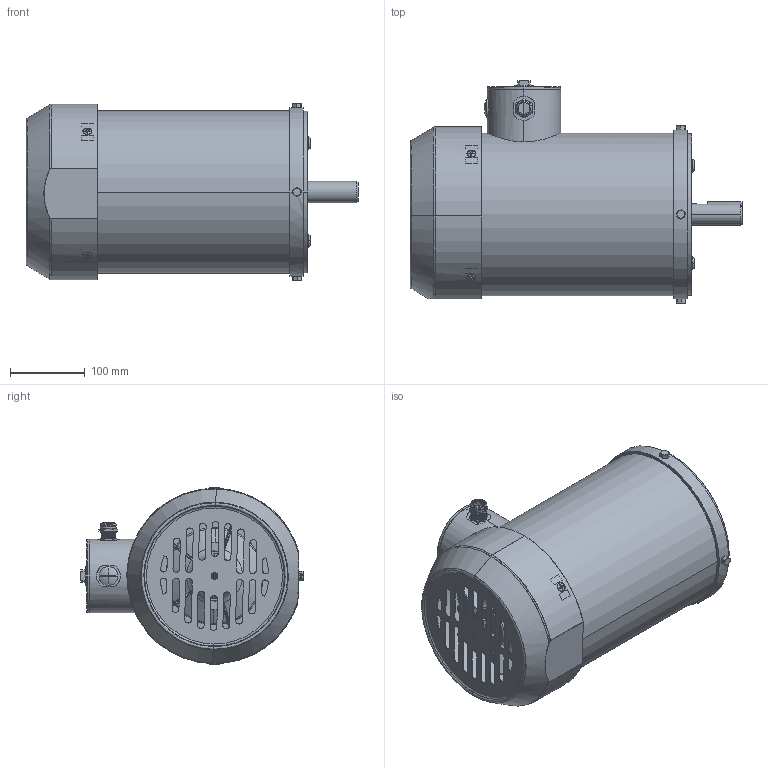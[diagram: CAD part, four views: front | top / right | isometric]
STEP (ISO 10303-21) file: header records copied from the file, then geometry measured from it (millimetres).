
FILE_DESCRIPTION(('CATIA V5 STEP Exchange'),'2;1');
FILE_NAME('182TC-3HP-4_184TC-5HP-4_RB.stp','2017-11-15T01:41:07+00:00',('none'),('none'),'Version 5-6 Release 2012','CATIA V5 STEP AP203','none');
FILE_SCHEMA(('CONFIG_CONTROL_DESIGN'));
Length unit declared in the file: millimetre
Products named in the file (5): £¨182TC-3HP-4£©£¨184TC-5HP-4£©; 180TC  Í²ÐÎ²»Ðâ¸Ö½ÓÏßºÐ; 180TC-4 ¶¨×Ó.65. 5WT.672.102; 180TC-4 ¶¨×ÓÌúÐ¾5WT.663.102; 180TC-4 ×ª×Ó5WT.674.102
Assembly tree (65 placements, depth 4):
  £¨182TC-3HP-4£©£¨184TC-5HP-4£©
    #57  x4
    #391
    #1193  x4
    #1652  x2
    #1980  x4
    #2784  x8
    #3130
    #10799
    #20008  x4
    #20203  x2
    180TC  Í²ÐÎ²»Ðâ¸Ö½ÓÏßºÐ
      #20394
      #21235
      #21867
      #23489
      #27377
    #35485  x4
    #36372
    180TC-4 ¶¨×Ó.65. 5WT.672.102
      #37892
      180TC-4 ¶¨×ÓÌúÐ¾5WT.663.102
        #38905
        #51466  x6
      #52337
    #64302  x2
    #65050
    180TC-4 ×ª×Ó5WT.674.102
      #65992
      #74269
      #98572
      #101289
      #101468
    #109877
    #110563
    #111440
Bounding box: 442.82 x 296.96 x 237.04 mm (x, y, z)
Volume: 4324696.9 mm3; surface area: 1439035.5 mm2
Topology: 74 solids, 106 shells, 3830 faces, 9902 edges, 6048 vertices
Faces by surface type: plane 1178, cylinder 1001, bspline 816, torus 331, sphere 252, cone 244, revolution 8
Entity records: 117722 total; most frequent: CARTESIAN_POINT 47123, ORIENTED_EDGE 17000, DIRECTION 10673, EDGE_CURVE 8500, VERTEX_POINT 5341, AXIS2_PLACEMENT_3D 5116, EDGE_LOOP 3551, ADVANCED_FACE 3331
